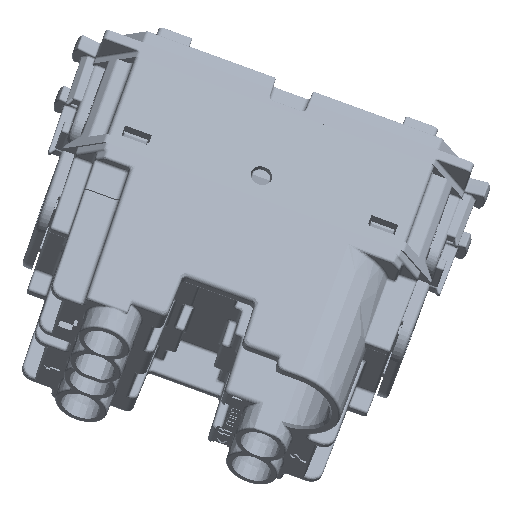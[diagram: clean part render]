
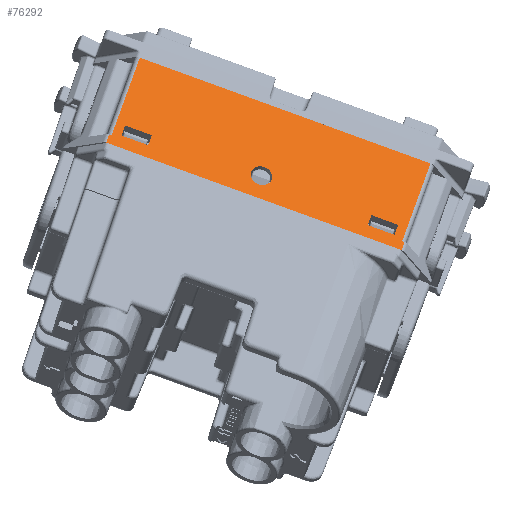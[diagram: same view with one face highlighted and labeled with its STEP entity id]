
A CAD part, left-side view. The second image highlights one B-rep face of the part: STEP entity #76292.
In plain terms, the highlighted face is planar.
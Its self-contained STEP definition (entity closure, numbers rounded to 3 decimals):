
#61745=CARTESIAN_POINT('Vertex',(-11.15,17.993,1.125)) ;
#61752=CARTESIAN_POINT('Vertex',(-11.15,17.993,-0.075)) ;
#61755=CARTESIAN_POINT('Line Origine',(-11.15,17.993,6.188)) ;
#62190=CARTESIAN_POINT('Vertex',(-11.15,17.7,12.45)) ;
#62197=CARTESIAN_POINT('Vertex',(-11.15,17.7,1.125)) ;
#62200=CARTESIAN_POINT('Line Origine',(-11.15,17.7,6.188)) ;
#62212=CARTESIAN_POINT('Line Origine',(-11.15,17.846,1.125)) ;
#63268=CARTESIAN_POINT('Vertex',(-11.15,-17.993,1.125)) ;
#63271=CARTESIAN_POINT('Line Origine',(-11.15,-17.993,6.188)) ;
#63275=CARTESIAN_POINT('Vertex',(-11.15,-17.993,-0.075)) ;
#63572=CARTESIAN_POINT('Vertex',(-11.15,-17.7,12.45)) ;
#63575=CARTESIAN_POINT('Line Origine',(-11.15,-17.7,6.188)) ;
#63579=CARTESIAN_POINT('Vertex',(-11.15,-17.7,1.125)) ;
#63594=CARTESIAN_POINT('Line Origine',(-11.15,-17.846,1.125)) ;
#65535=CARTESIAN_POINT('Vertex',(-11.15,-1.25,2.95)) ;
#65538=CARTESIAN_POINT('Axis2P3D Location',(-11.15,0.,2.95)) ;
#65542=CARTESIAN_POINT('Vertex',(-11.15,1.25,2.95)) ;
#65583=CARTESIAN_POINT('Axis2P3D Location',(-11.15,0.,2.95)) ;
#76195=CARTESIAN_POINT('Axis2P3D Location',(-11.15,0.,0.)) ;
#76200=CARTESIAN_POINT('Line Origine',(-11.15,0.,-0.075)) ;
#76205=CARTESIAN_POINT('Line Origine',(-11.15,0.,12.45)) ;
#76224=CARTESIAN_POINT('Line Origine',(-11.15,-15.,3.031)) ;
#76228=CARTESIAN_POINT('Vertex',(-11.15,-16.631,3.031)) ;
#76230=CARTESIAN_POINT('Vertex',(-11.15,-13.369,3.031)) ;
#76233=CARTESIAN_POINT('Line Origine',(-11.15,-16.631,2.3)) ;
#76237=CARTESIAN_POINT('Vertex',(-11.15,-16.631,1.569)) ;
#76240=CARTESIAN_POINT('Line Origine',(-11.15,-15.,1.569)) ;
#76244=CARTESIAN_POINT('Vertex',(-11.15,-13.369,1.569)) ;
#76247=CARTESIAN_POINT('Line Origine',(-11.15,-13.369,2.3)) ;
#76258=CARTESIAN_POINT('Line Origine',(-11.15,13.369,2.3)) ;
#76262=CARTESIAN_POINT('Vertex',(-11.15,13.369,1.569)) ;
#76264=CARTESIAN_POINT('Vertex',(-11.15,13.369,3.031)) ;
#76267=CARTESIAN_POINT('Line Origine',(-11.15,15.,1.569)) ;
#76271=CARTESIAN_POINT('Vertex',(-11.15,16.631,1.569)) ;
#76274=CARTESIAN_POINT('Line Origine',(-11.15,16.631,2.3)) ;
#76278=CARTESIAN_POINT('Vertex',(-11.15,16.631,3.031)) ;
#76281=CARTESIAN_POINT('Line Origine',(-11.15,15.,3.031)) ;
#61756=DIRECTION('Vector Direction',(0.,0.,1.)) ;
#62201=DIRECTION('Vector Direction',(0.,0.,1.)) ;
#62213=DIRECTION('Vector Direction',(0.,1.,0.)) ;
#63272=DIRECTION('Vector Direction',(0.,0.,1.)) ;
#63576=DIRECTION('Vector Direction',(0.,0.,-1.)) ;
#63595=DIRECTION('Vector Direction',(0.,1.,0.)) ;
#65539=DIRECTION('Axis2P3D Direction',(1.,0.,0.)) ;
#65584=DIRECTION('Axis2P3D Direction',(1.,0.,0.)) ;
#76196=DIRECTION('Axis2P3D Direction',(1.,0.,0.)) ;
#76197=DIRECTION('Axis2P3D XDirection',(0.,1.,0.)) ;
#76201=DIRECTION('Vector Direction',(0.,1.,0.)) ;
#76206=DIRECTION('Vector Direction',(0.,1.,0.)) ;
#76225=DIRECTION('Vector Direction',(0.,1.,0.)) ;
#76234=DIRECTION('Vector Direction',(0.,0.,-1.)) ;
#76241=DIRECTION('Vector Direction',(0.,1.,0.)) ;
#76248=DIRECTION('Vector Direction',(0.,0.,-1.)) ;
#76259=DIRECTION('Vector Direction',(0.,0.,-1.)) ;
#76268=DIRECTION('Vector Direction',(0.,1.,0.)) ;
#76275=DIRECTION('Vector Direction',(0.,0.,-1.)) ;
#76282=DIRECTION('Vector Direction',(0.,1.,0.)) ;
#65540=AXIS2_PLACEMENT_3D('Circle Axis2P3D',#65538,#65539,$) ;
#65585=AXIS2_PLACEMENT_3D('Circle Axis2P3D',#65583,#65584,$) ;
#76198=AXIS2_PLACEMENT_3D('Plane Axis2P3D',#76195,#76196,#76197) ;
#76211=ORIENTED_EDGE('',*,*,#61759,.F.) ;
#76212=ORIENTED_EDGE('',*,*,#76204,.T.) ;
#76213=ORIENTED_EDGE('',*,*,#63277,.T.) ;
#76214=ORIENTED_EDGE('',*,*,#63598,.F.) ;
#76215=ORIENTED_EDGE('',*,*,#63581,.T.) ;
#76216=ORIENTED_EDGE('',*,*,#76209,.F.) ;
#76217=ORIENTED_EDGE('',*,*,#62204,.F.) ;
#76218=ORIENTED_EDGE('',*,*,#62216,.F.) ;
#76221=ORIENTED_EDGE('',*,*,#65587,.T.) ;
#76222=ORIENTED_EDGE('',*,*,#65544,.T.) ;
#76253=ORIENTED_EDGE('',*,*,#76232,.F.) ;
#76254=ORIENTED_EDGE('',*,*,#76239,.F.) ;
#76255=ORIENTED_EDGE('',*,*,#76246,.F.) ;
#76256=ORIENTED_EDGE('',*,*,#76251,.T.) ;
#76287=ORIENTED_EDGE('',*,*,#76266,.F.) ;
#76288=ORIENTED_EDGE('',*,*,#76273,.F.) ;
#76289=ORIENTED_EDGE('',*,*,#76280,.F.) ;
#76290=ORIENTED_EDGE('',*,*,#76285,.T.) ;
#76223=FACE_BOUND('',#76220,.T.) ;
#76257=FACE_BOUND('',#76252,.T.) ;
#76291=FACE_BOUND('',#76286,.T.) ;
#61757=VECTOR('Line Direction',#61756,1.) ;
#62202=VECTOR('Line Direction',#62201,1.) ;
#62214=VECTOR('Line Direction',#62213,1.) ;
#63273=VECTOR('Line Direction',#63272,1.) ;
#63577=VECTOR('Line Direction',#63576,1.) ;
#63596=VECTOR('Line Direction',#63595,1.) ;
#76202=VECTOR('Line Direction',#76201,1.) ;
#76207=VECTOR('Line Direction',#76206,1.) ;
#76226=VECTOR('Line Direction',#76225,1.) ;
#76235=VECTOR('Line Direction',#76234,1.) ;
#76242=VECTOR('Line Direction',#76241,1.) ;
#76249=VECTOR('Line Direction',#76248,1.) ;
#76260=VECTOR('Line Direction',#76259,1.) ;
#76269=VECTOR('Line Direction',#76268,1.) ;
#76276=VECTOR('Line Direction',#76275,1.) ;
#76283=VECTOR('Line Direction',#76282,1.) ;
#76292=ADVANCED_FACE('PartBody',(#76219,#76223,#76257,#76291),#76199,.F.) ;
#65541=CIRCLE('generated circle',#65540,1.25) ;
#65586=CIRCLE('generated circle',#65585,1.25) ;
#61759=EDGE_CURVE('',#61753,#61746,#61758,.T.) ;
#62204=EDGE_CURVE('',#62198,#62191,#62203,.T.) ;
#62216=EDGE_CURVE('',#61746,#62198,#62215,.F.) ;
#63277=EDGE_CURVE('',#63276,#63269,#63274,.T.) ;
#63581=EDGE_CURVE('',#63580,#63573,#63578,.F.) ;
#63598=EDGE_CURVE('',#63580,#63269,#63597,.F.) ;
#65544=EDGE_CURVE('',#65543,#65536,#65541,.T.) ;
#65587=EDGE_CURVE('',#65536,#65543,#65586,.T.) ;
#76204=EDGE_CURVE('',#61753,#63276,#76203,.F.) ;
#76209=EDGE_CURVE('',#62191,#63573,#76208,.F.) ;
#76232=EDGE_CURVE('',#76229,#76231,#76227,.T.) ;
#76239=EDGE_CURVE('',#76238,#76229,#76236,.F.) ;
#76246=EDGE_CURVE('',#76245,#76238,#76243,.F.) ;
#76251=EDGE_CURVE('',#76245,#76231,#76250,.F.) ;
#76266=EDGE_CURVE('',#76263,#76265,#76261,.F.) ;
#76273=EDGE_CURVE('',#76272,#76263,#76270,.F.) ;
#76280=EDGE_CURVE('',#76279,#76272,#76277,.T.) ;
#76285=EDGE_CURVE('',#76279,#76265,#76284,.F.) ;
#76210=EDGE_LOOP('',(#76211,#76212,#76213,#76214,#76215,#76216,#76217,#76218)) ;
#76220=EDGE_LOOP('',(#76221,#76222)) ;
#76252=EDGE_LOOP('',(#76253,#76254,#76255,#76256)) ;
#76286=EDGE_LOOP('',(#76287,#76288,#76289,#76290)) ;
#76219=FACE_OUTER_BOUND('',#76210,.T.) ;
#61758=LINE('Line',#61755,#61757) ;
#62203=LINE('Line',#62200,#62202) ;
#62215=LINE('Line',#62212,#62214) ;
#63274=LINE('Line',#63271,#63273) ;
#63578=LINE('Line',#63575,#63577) ;
#63597=LINE('Line',#63594,#63596) ;
#76203=LINE('Line',#76200,#76202) ;
#76208=LINE('Line',#76205,#76207) ;
#76227=LINE('Line',#76224,#76226) ;
#76236=LINE('Line',#76233,#76235) ;
#76243=LINE('Line',#76240,#76242) ;
#76250=LINE('Line',#76247,#76249) ;
#76261=LINE('Line',#76258,#76260) ;
#76270=LINE('Line',#76267,#76269) ;
#76277=LINE('Line',#76274,#76276) ;
#76284=LINE('Line',#76281,#76283) ;
#76199=PLANE('',#76198) ;
#61746=VERTEX_POINT('',#61745) ;
#61753=VERTEX_POINT('',#61752) ;
#62191=VERTEX_POINT('',#62190) ;
#62198=VERTEX_POINT('',#62197) ;
#63269=VERTEX_POINT('',#63268) ;
#63276=VERTEX_POINT('',#63275) ;
#63573=VERTEX_POINT('',#63572) ;
#63580=VERTEX_POINT('',#63579) ;
#65536=VERTEX_POINT('',#65535) ;
#65543=VERTEX_POINT('',#65542) ;
#76229=VERTEX_POINT('',#76228) ;
#76231=VERTEX_POINT('',#76230) ;
#76238=VERTEX_POINT('',#76237) ;
#76245=VERTEX_POINT('',#76244) ;
#76263=VERTEX_POINT('',#76262) ;
#76265=VERTEX_POINT('',#76264) ;
#76272=VERTEX_POINT('',#76271) ;
#76279=VERTEX_POINT('',#76278) ;
